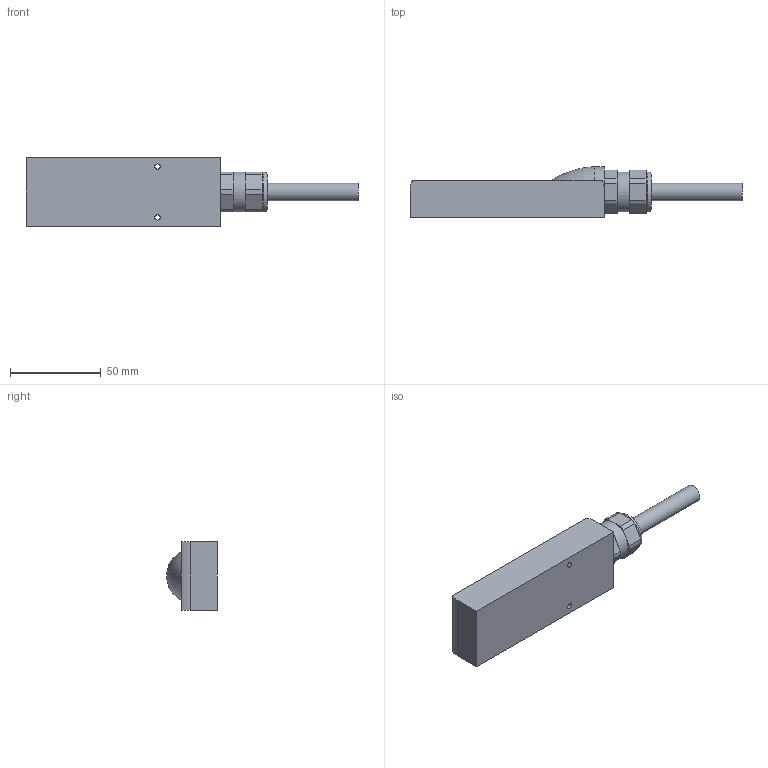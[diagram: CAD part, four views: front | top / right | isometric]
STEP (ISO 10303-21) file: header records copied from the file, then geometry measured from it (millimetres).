
FILE_DESCRIPTION(/* description */ ('STEP AP214'),/* implementation_level */ '2;1');
FILE_NAME(/* name */ '533193_VMPA-KMS1-24-5',/* time_stamp */ '2024-09-16T21:19:25+02:00',/* author */ ('License CC BY-ND 4.0'),/* organization */ ('CADENAS'),/* preprocessor_version */ 'ST-DEVELOPER v19.3',/* originating_system */ 'PARTsolutions',/* authorisation */ ' ');
FILE_SCHEMA (('AP242_MANAGED_MODEL_BASED_3D_ENGINEERING_MIM_LF { 1 0 10303 442 3 1 4 }','AUTOMOTIVE_DESIGN {1 0 10303 214 3 1 1}'));
Length unit declared in the file: millimetre
Products named in the file (1): 533193 VMPA-KMS1-24-5
Bounding box: 183.3 x 27.95 x 37.55 mm (x, y, z)
Volume: 96732 mm3; surface area: 19377.2 mm2
Topology: 1 solids, 1 shells, 75 faces, 179 edges, 112 vertices
Faces by surface type: plane 46, cylinder 27, torus 2
Full cylindrical faces by diameter (mm): 3 x2, 8 x2, 9.8 x1, 10 x1, 22 x2
Entity records: 2697 total; most frequent: CARTESIAN_POINT 390, DIRECTION 383, ORIENTED_EDGE 340, EDGE_CURVE 170, AXIS2_PLACEMENT_3D 142, VERTEX_POINT 112, LINE 99, VECTOR 99
